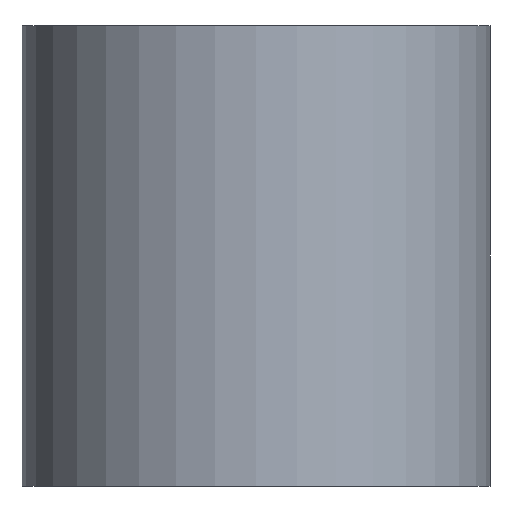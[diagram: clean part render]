
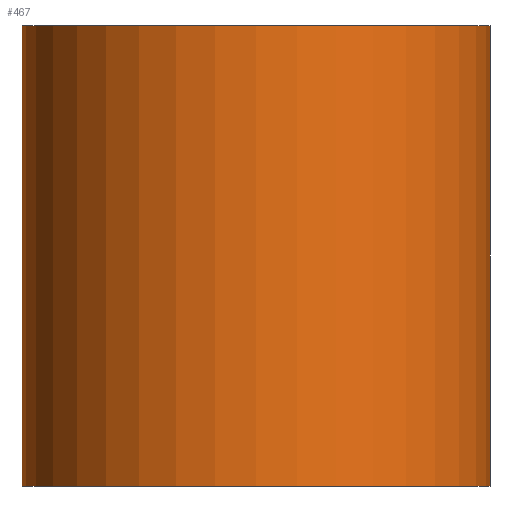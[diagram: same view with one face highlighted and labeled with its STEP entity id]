
A CAD part, front view. The second image highlights one B-rep face of the part: STEP entity #467.
In plain terms, the highlighted cylindrical face has radius 25.4 mm (diameter 50.8 mm), a partial arc.
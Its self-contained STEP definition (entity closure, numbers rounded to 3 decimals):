
#3 = LINE ( 'NONE', #51, #563 ) ;
#6 = CARTESIAN_POINT ( 'NONE',  ( -25.4, 0., 50. ) ) ;
#27 = ORIENTED_EDGE ( 'NONE', *, *, #123, .T. ) ;
#36 = EDGE_CURVE ( 'NONE', #197, #419, #184, .T. ) ;
#37 = DIRECTION ( 'NONE',  ( 1., 0., 0. ) ) ;
#44 = DIRECTION ( 'NONE',  ( -1., 0., 0. ) ) ;
#50 = AXIS2_PLACEMENT_3D ( 'NONE', #227, #185, #323 ) ;
#51 = CARTESIAN_POINT ( 'NONE',  ( -25.4, 0., 50. ) ) ;
#55 = CARTESIAN_POINT ( 'NONE',  ( 25.4, 0., 0. ) ) ;
#59 = VERTEX_POINT ( 'NONE', #308 ) ;
#122 = DIRECTION ( 'NONE',  ( 0., 0., 1. ) ) ;
#123 = EDGE_CURVE ( 'NONE', #59, #152, #223, .T. ) ;
#127 = CARTESIAN_POINT ( 'NONE',  ( 25.4, 0., 50. ) ) ;
#142 = EDGE_CURVE ( 'NONE', #197, #59, #3, .T. ) ;
#152 = VERTEX_POINT ( 'NONE', #55 ) ;
#175 = DIRECTION ( 'NONE',  ( 0., 0., -1. ) ) ;
#184 = CIRCLE ( 'NONE', #401, 25.4 ) ;
#185 = DIRECTION ( 'NONE',  ( 0., 0., 1. ) ) ;
#197 = VERTEX_POINT ( 'NONE', #6 ) ;
#223 = CIRCLE ( 'NONE', #50, 25.4 ) ;
#227 = CARTESIAN_POINT ( 'NONE',  ( 0., 0., 0. ) ) ;
#239 = AXIS2_PLACEMENT_3D ( 'NONE', #268, #175, #44 ) ;
#268 = CARTESIAN_POINT ( 'NONE',  ( 0., 0., 50. ) ) ;
#308 = CARTESIAN_POINT ( 'NONE',  ( -25.4, 0., 0. ) ) ;
#323 = DIRECTION ( 'NONE',  ( 1., 0., 0. ) ) ;
#336 = ORIENTED_EDGE ( 'NONE', *, *, #142, .T. ) ;
#369 = DIRECTION ( 'NONE',  ( 0., 0., -1. ) ) ;
#373 = CARTESIAN_POINT ( 'NONE',  ( 25.4, 0., 50. ) ) ;
#374 = EDGE_CURVE ( 'NONE', #419, #152, #456, .T. ) ;
#387 = FACE_OUTER_BOUND ( 'NONE', #430, .T. ) ;
#401 = AXIS2_PLACEMENT_3D ( 'NONE', #433, #122, #37 ) ;
#419 = VERTEX_POINT ( 'NONE', #127 ) ;
#430 = EDGE_LOOP ( 'NONE', ( #545, #436, #336, #27 ) ) ;
#433 = CARTESIAN_POINT ( 'NONE',  ( 0., 0., 50. ) ) ;
#436 = ORIENTED_EDGE ( 'NONE', *, *, #36, .F. ) ;
#447 = VECTOR ( 'NONE', #369, 1000. ) ;
#456 = LINE ( 'NONE', #373, #447 ) ;
#467 = ADVANCED_FACE ( 'NONE', ( #387 ), #562, .T. ) ;
#485 = DIRECTION ( 'NONE',  ( 0., 0., -1. ) ) ;
#545 = ORIENTED_EDGE ( 'NONE', *, *, #374, .F. ) ;
#562 = CYLINDRICAL_SURFACE ( 'NONE', #239, 25.4 ) ;
#563 = VECTOR ( 'NONE', #485, 1000. ) ;
